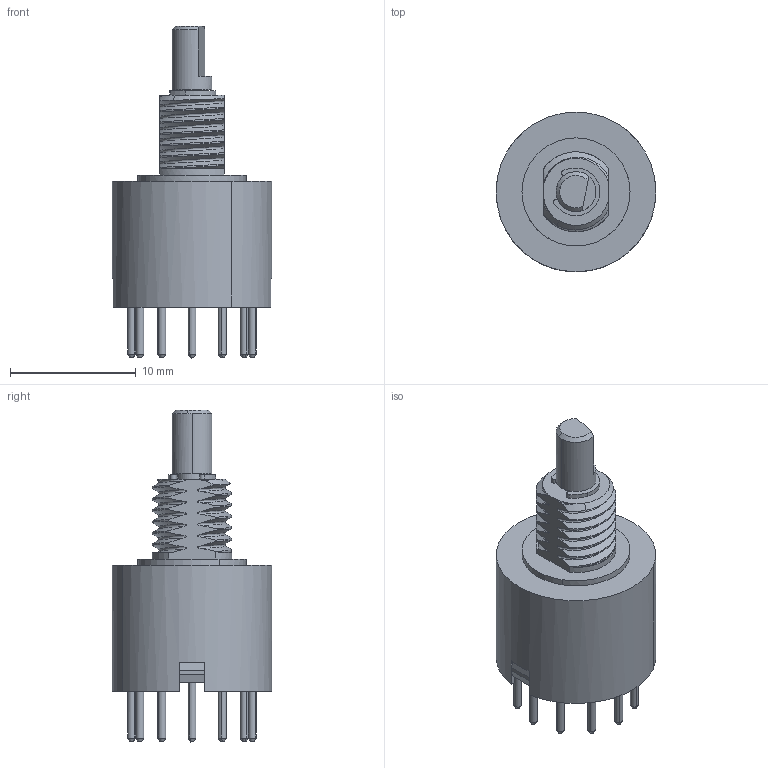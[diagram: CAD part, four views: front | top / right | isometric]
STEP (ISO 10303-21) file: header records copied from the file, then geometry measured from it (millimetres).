
FILE_DESCRIPTION(('CoCreate Modeling STEP Export'),'2;1');
FILE_NAME('Dummy_MR50-BX1AB-X105.stp','2013-09-11T11:14:55',(''),(''),'CoCreate Modeling STEP processor for AP214 (Solid Model)','CoCreate Modeling 16.00D 29-May-2009 (C) Parametric Technology GmbH','');
FILE_SCHEMA(('AUTOMOTIVE_DESIGN { 1 0 10303 214 1 1 1 1 }'));
Length unit declared in the file: millimetre
Products named in the file (2): Dummy_MR50-BX1AB-X105
Assembly tree (1 placements, depth 2):
  Dummy_MR50-BX1AB-X105
    Dummy_MR50-BX1AB-X105
Bounding box: 12.7 x 12.7 x 26.4 mm (x, y, z)
Volume: 1430.5 mm3; surface area: 1124.3 mm2
Topology: 1 solids, 1 shells, 771 faces, 2133 edges, 1404 vertices
Faces by surface type: plane 390, cylinder 275, cone 59, bspline 43, extrusion 4
Entity records: 25847 total; most frequent: CARTESIAN_POINT 8145, ORIENTED_EDGE 4266, DIRECTION 2913, EDGE_CURVE 2133, VERTEX_POINT 1404, VECTOR 1041, LINE 1037, AXIS2_PLACEMENT_3D 936
